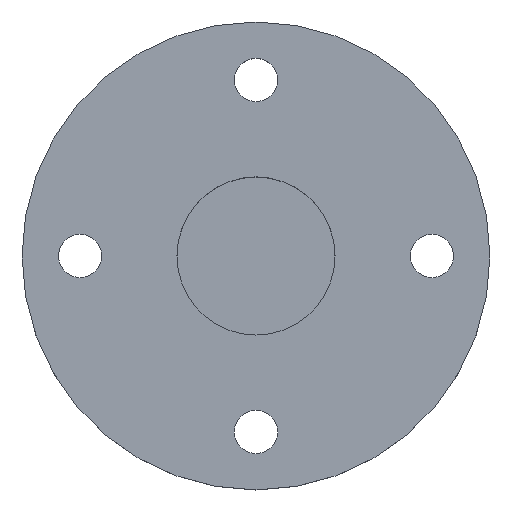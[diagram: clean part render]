
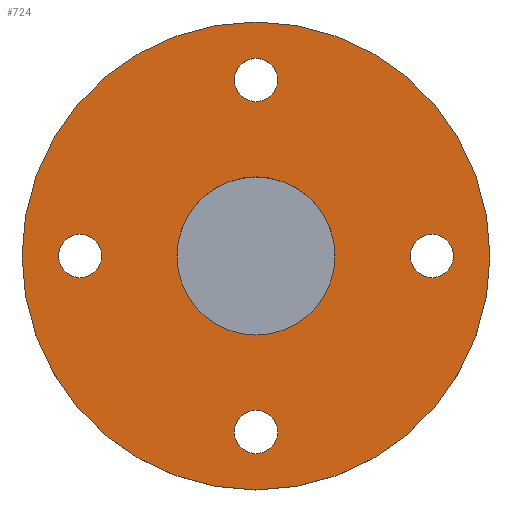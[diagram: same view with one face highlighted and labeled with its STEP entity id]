
A CAD part, top view. The second image highlights one B-rep face of the part: STEP entity #724.
In plain terms, the highlighted planar face has unit normal (0, 0, 1).
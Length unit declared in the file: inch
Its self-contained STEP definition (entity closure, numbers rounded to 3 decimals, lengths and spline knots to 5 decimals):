
#12 = CIRCLE ( 'NONE', #770, 0.06299 ) ;
#22 = ORIENTED_EDGE ( 'NONE', *, *, #781, .T. ) ;
#26 = CARTESIAN_POINT ( 'NONE',  ( 0.25, 0.25, 3.125 ) ) ;
#31 = DIRECTION ( 'NONE',  ( -1., 0., 0. ) ) ;
#44 = DIRECTION ( 'NONE',  ( 0., 0., -1. ) ) ;
#47 = CARTESIAN_POINT ( 'NONE',  ( 0.9305, 0.25, 3.125 ) ) ;
#53 = CARTESIAN_POINT ( 'NONE',  ( -0.26181, 0.25, 3.125 ) ) ;
#58 = EDGE_CURVE ( 'NONE', #1148, #1210, #642, .T. ) ;
#60 = VERTEX_POINT ( 'NONE', #47 ) ;
#68 = ORIENTED_EDGE ( 'NONE', *, *, #77, .F. ) ;
#70 = CIRCLE ( 'NONE', #471, 0.23 ) ;
#75 = FACE_BOUND ( 'NONE', #843, .T. ) ;
#77 = EDGE_CURVE ( 'NONE', #532, #259, #70, .T. ) ;
#81 = AXIS2_PLACEMENT_3D ( 'NONE', #1075, #491, #1160 ) ;
#85 = VERTEX_POINT ( 'NONE', #1192 ) ;
#104 = CIRCLE ( 'NONE', #922, 0.23 ) ;
#106 = ORIENTED_EDGE ( 'NONE', *, *, #521, .F. ) ;
#109 = CARTESIAN_POINT ( 'NONE',  ( 0.02, 0.25, 3.125 ) ) ;
#115 = CIRCLE ( 'NONE', #1199, 0.06299 ) ;
#119 = DIRECTION ( 'NONE',  ( 0., 0., 1. ) ) ;
#130 = DIRECTION ( 'NONE',  ( 1., 0., 0. ) ) ;
#139 = AXIS2_PLACEMENT_3D ( 'NONE', #617, #44, #719 ) ;
#157 = DIRECTION ( 'NONE',  ( -1., 0., 0. ) ) ;
#161 = AXIS2_PLACEMENT_3D ( 'NONE', #915, #342, #1015 ) ;
#196 = VERTEX_POINT ( 'NONE', #465 ) ;
#210 = EDGE_CURVE ( 'NONE', #1210, #1148, #904, .T. ) ;
#245 = CARTESIAN_POINT ( 'NONE',  ( 0.25, 0.25, 3.125 ) ) ;
#258 = VERTEX_POINT ( 'NONE', #608 ) ;
#259 = VERTEX_POINT ( 'NONE', #505 ) ;
#262 = VERTEX_POINT ( 'NONE', #802 ) ;
#265 = CIRCLE ( 'NONE', #833, 0.06299 ) ;
#268 = EDGE_CURVE ( 'NONE', #863, #60, #874, .T. ) ;
#283 = ORIENTED_EDGE ( 'NONE', *, *, #308, .T. ) ;
#288 = DIRECTION ( 'NONE',  ( 0., 0., -1. ) ) ;
#299 = CIRCLE ( 'NONE', #706, 0.6805 ) ;
#308 = EDGE_CURVE ( 'NONE', #1204, #196, #819, .T. ) ;
#312 = CARTESIAN_POINT ( 'NONE',  ( 0.76181, 0.25, 3.125 ) ) ;
#328 = DIRECTION ( 'NONE',  ( 0., 0., -1. ) ) ;
#334 = ORIENTED_EDGE ( 'NONE', *, *, #210, .T. ) ;
#337 = DIRECTION ( 'NONE',  ( 1., 0., 0. ) ) ;
#340 = EDGE_CURVE ( 'NONE', #85, #1213, #115, .T. ) ;
#342 = DIRECTION ( 'NONE',  ( 0., 0., -1. ) ) ;
#345 = AXIS2_PLACEMENT_3D ( 'NONE', #906, #328, #1011 ) ;
#366 = EDGE_CURVE ( 'NONE', #258, #262, #529, .T. ) ;
#402 = ORIENTED_EDGE ( 'NONE', *, *, #748, .T. ) ;
#404 = DIRECTION ( 'NONE',  ( -1., 0., 0. ) ) ;
#410 = CARTESIAN_POINT ( 'NONE',  ( 0.25, 0.25, 3.125 ) ) ;
#419 = ORIENTED_EDGE ( 'NONE', *, *, #340, .T. ) ;
#440 = ORIENTED_EDGE ( 'NONE', *, *, #268, .T. ) ;
#455 = CARTESIAN_POINT ( 'NONE',  ( 0.31299, -0.26181, 3.125 ) ) ;
#461 = ORIENTED_EDGE ( 'NONE', *, *, #366, .T. ) ;
#465 = CARTESIAN_POINT ( 'NONE',  ( 0.8248, 0.25, 3.125 ) ) ;
#471 = AXIS2_PLACEMENT_3D ( 'NONE', #245, #910, #337 ) ;
#476 = CARTESIAN_POINT ( 'NONE',  ( 0.25, 0.25, 3.125 ) ) ;
#491 = DIRECTION ( 'NONE',  ( 0., 0., -1. ) ) ;
#505 = CARTESIAN_POINT ( 'NONE',  ( 0.48, 0.25, 3.125 ) ) ;
#509 = DIRECTION ( 'NONE',  ( 1., 0., 0. ) ) ;
#521 = EDGE_CURVE ( 'NONE', #259, #532, #104, .T. ) ;
#529 = CIRCLE ( 'NONE', #161, 0.06299 ) ;
#532 = VERTEX_POINT ( 'NONE', #109 ) ;
#580 = DIRECTION ( 'NONE',  ( 1., 0., 0. ) ) ;
#582 = FACE_BOUND ( 'NONE', #717, .T. ) ;
#603 = DIRECTION ( 'NONE',  ( 0., 0., -1. ) ) ;
#608 = CARTESIAN_POINT ( 'NONE',  ( 0.31299, 0.76181, 3.125 ) ) ;
#615 = CARTESIAN_POINT ( 'NONE',  ( 0.18701, -0.26181, 3.125 ) ) ;
#617 = CARTESIAN_POINT ( 'NONE',  ( 0.76181, 0.25, 3.125 ) ) ;
#620 = CARTESIAN_POINT ( 'NONE',  ( -0.4305, 0.25, 3.125 ) ) ;
#642 = CIRCLE ( 'NONE', #345, 0.06299 ) ;
#643 = AXIS2_PLACEMENT_3D ( 'NONE', #975, #119, #980 ) ;
#700 = DIRECTION ( 'NONE',  ( 0., 0., 1. ) ) ;
#706 = AXIS2_PLACEMENT_3D ( 'NONE', #26, #700, #130 ) ;
#717 = EDGE_LOOP ( 'NONE', ( #106, #68 ) ) ;
#719 = DIRECTION ( 'NONE',  ( -1., 0., 0. ) ) ;
#724 = ADVANCED_FACE ( 'NONE', ( #582, #835, #869, #1090, #75, #1064 ), #879, .T. ) ;
#728 = DIRECTION ( 'NONE',  ( 0., 0., -1. ) ) ;
#736 = CIRCLE ( 'NONE', #81, 0.06299 ) ;
#748 = EDGE_CURVE ( 'NONE', #60, #863, #299, .T. ) ;
#754 = CARTESIAN_POINT ( 'NONE',  ( -0.3248, 0.25, 3.125 ) ) ;
#760 = EDGE_CURVE ( 'NONE', #196, #1204, #12, .T. ) ;
#770 = AXIS2_PLACEMENT_3D ( 'NONE', #312, #990, #404 ) ;
#781 = EDGE_CURVE ( 'NONE', #262, #258, #265, .T. ) ;
#802 = CARTESIAN_POINT ( 'NONE',  ( 0.18701, 0.76181, 3.125 ) ) ;
#819 = CIRCLE ( 'NONE', #139, 0.06299 ) ;
#833 = AXIS2_PLACEMENT_3D ( 'NONE', #1171, #603, #31 ) ;
#835 = FACE_BOUND ( 'NONE', #1152, .T. ) ;
#843 = EDGE_LOOP ( 'NONE', ( #283, #1000 ) ) ;
#858 = CARTESIAN_POINT ( 'NONE',  ( 0.25, -0.26181, 3.125 ) ) ;
#863 = VERTEX_POINT ( 'NONE', #620 ) ;
#869 = FACE_BOUND ( 'NONE', #1182, .T. ) ;
#874 = CIRCLE ( 'NONE', #1059, 0.6805 ) ;
#879 = PLANE ( 'NONE',  #643 ) ;
#904 = CIRCLE ( 'NONE', #925, 0.06299 ) ;
#906 = CARTESIAN_POINT ( 'NONE',  ( 0.25, -0.26181, 3.125 ) ) ;
#910 = DIRECTION ( 'NONE',  ( 0., 0., 1. ) ) ;
#915 = CARTESIAN_POINT ( 'NONE',  ( 0.25, 0.76181, 3.125 ) ) ;
#922 = AXIS2_PLACEMENT_3D ( 'NONE', #476, #1146, #580 ) ;
#925 = AXIS2_PLACEMENT_3D ( 'NONE', #858, #288, #960 ) ;
#960 = DIRECTION ( 'NONE',  ( -1., 0., 0. ) ) ;
#975 = CARTESIAN_POINT ( 'NONE',  ( 0.25, 0.25, 3.125 ) ) ;
#980 = DIRECTION ( 'NONE',  ( 1., 0., 0. ) ) ;
#990 = DIRECTION ( 'NONE',  ( 0., 0., -1. ) ) ;
#1000 = ORIENTED_EDGE ( 'NONE', *, *, #760, .T. ) ;
#1011 = DIRECTION ( 'NONE',  ( -1., 0., 0. ) ) ;
#1015 = DIRECTION ( 'NONE',  ( -1., 0., 0. ) ) ;
#1037 = EDGE_CURVE ( 'NONE', #1213, #85, #736, .T. ) ;
#1059 = AXIS2_PLACEMENT_3D ( 'NONE', #410, #1087, #509 ) ;
#1064 = FACE_OUTER_BOUND ( 'NONE', #1203, .T. ) ;
#1075 = CARTESIAN_POINT ( 'NONE',  ( -0.26181, 0.25, 3.125 ) ) ;
#1087 = DIRECTION ( 'NONE',  ( 0., 0., 1. ) ) ;
#1090 = FACE_BOUND ( 'NONE', #1099, .T. ) ;
#1098 = ORIENTED_EDGE ( 'NONE', *, *, #58, .T. ) ;
#1099 = EDGE_LOOP ( 'NONE', ( #1098, #334 ) ) ;
#1146 = DIRECTION ( 'NONE',  ( 0., 0., 1. ) ) ;
#1148 = VERTEX_POINT ( 'NONE', #615 ) ;
#1152 = EDGE_LOOP ( 'NONE', ( #22, #461 ) ) ;
#1160 = DIRECTION ( 'NONE',  ( -1., 0., 0. ) ) ;
#1165 = ORIENTED_EDGE ( 'NONE', *, *, #1037, .T. ) ;
#1171 = CARTESIAN_POINT ( 'NONE',  ( 0.25, 0.76181, 3.125 ) ) ;
#1182 = EDGE_LOOP ( 'NONE', ( #1165, #419 ) ) ;
#1192 = CARTESIAN_POINT ( 'NONE',  ( -0.19882, 0.25, 3.125 ) ) ;
#1199 = AXIS2_PLACEMENT_3D ( 'NONE', #53, #728, #157 ) ;
#1203 = EDGE_LOOP ( 'NONE', ( #440, #402 ) ) ;
#1204 = VERTEX_POINT ( 'NONE', #1224 ) ;
#1210 = VERTEX_POINT ( 'NONE', #455 ) ;
#1213 = VERTEX_POINT ( 'NONE', #754 ) ;
#1224 = CARTESIAN_POINT ( 'NONE',  ( 0.69882, 0.25, 3.125 ) ) ;
